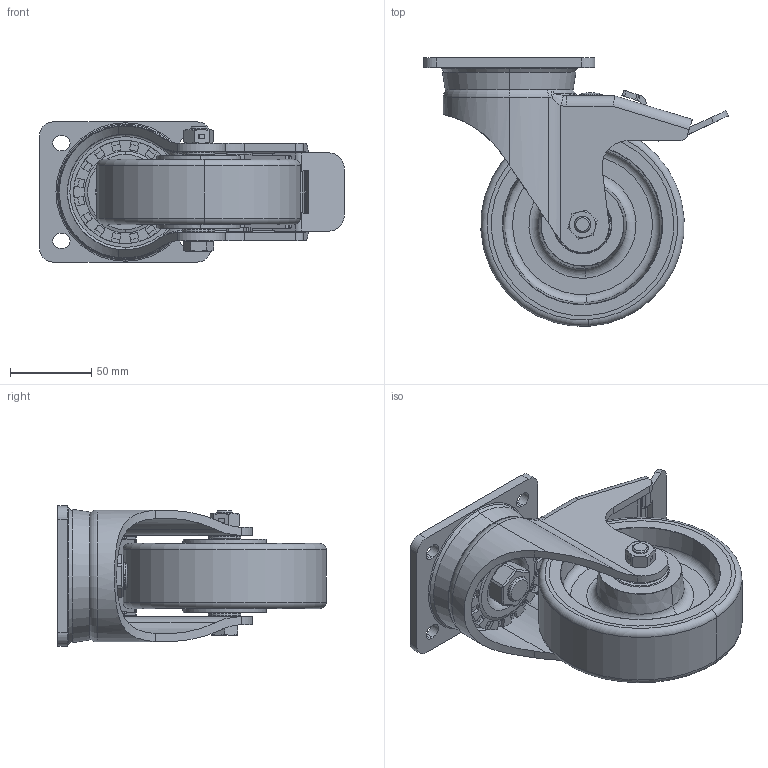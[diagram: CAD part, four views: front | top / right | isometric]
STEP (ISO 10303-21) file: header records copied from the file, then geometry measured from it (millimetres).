
FILE_DESCRIPTION (( 'STEP AP214' ), '1' );
FILE_NAME ('0051330.step', '2021-08-24T11:41:21', ( 'Windows-Benutzer' ), ( '' ), 'SwSTEP 2.0', 'SolidWorks 2020', '' );
FILE_SCHEMA (( 'AUTOMOTIVE_DESIGN' ));
Length unit declared in the file: millimetre
Products named in the file (1): 0051330
Bounding box: 187.01 x 164.89 x 86 mm (x, y, z)
Volume: 575140 mm3; surface area: 205022 mm2
Topology: 18 solids, 19 shells, 1001 faces, 2618 edges, 1657 vertices
Faces by surface type: cylinder 415, plane 350, cone 110, torus 93, bspline 25, sphere 8
Entity records: 49832 total; most frequent: CARTESIAN_POINT 14546, ORIENTED_EDGE 5236, DIRECTION 4828, EDGE_CURVE 2618, AXIS2_PLACEMENT_3D 1795, VERTEX_POINT 1657, LINE 1238, VECTOR 1238
